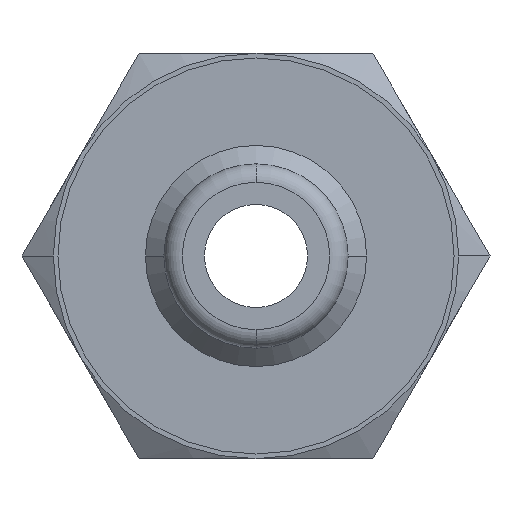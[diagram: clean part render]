
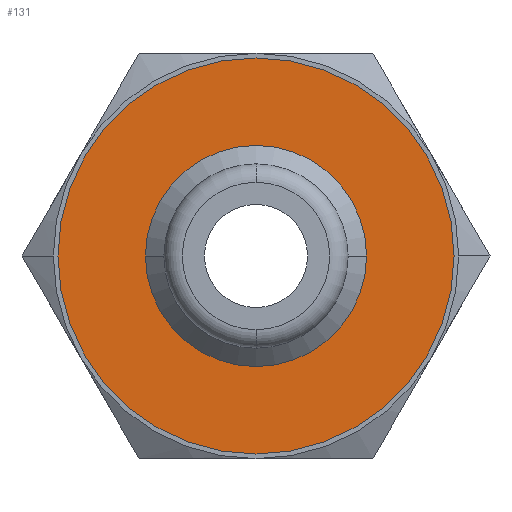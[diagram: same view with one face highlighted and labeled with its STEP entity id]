
A CAD part, front view. The second image highlights one B-rep face of the part: STEP entity #131.
In plain terms, the highlighted planar face has unit normal (0, -1, 0).
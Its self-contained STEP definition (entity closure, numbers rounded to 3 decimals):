
#131=ADVANCED_FACE('',(#282,#283),#284,.T.);
#282=FACE_OUTER_BOUND('',#447,.T.);
#283=FACE_BOUND('',#448,.T.);
#284=PLANE('',#449);
#447=EDGE_LOOP('',(#760,#761));
#448=EDGE_LOOP('',(#762,#763));
#449=AXIS2_PLACEMENT_3D('',#764,#765,#766);
#760=ORIENTED_EDGE('',*,*,#1026,.T.);
#761=ORIENTED_EDGE('',*,*,#1065,.T.);
#762=ORIENTED_EDGE('',*,*,#1066,.F.);
#763=ORIENTED_EDGE('',*,*,#1015,.F.);
#764=CARTESIAN_POINT('',(0.0,20.0,0.0));
#765=DIRECTION('',(0.0,-1.0,0.0));
#766=DIRECTION('',(-1.0,0.0,0.0));
#1015=EDGE_CURVE('',#1222,#1224,#1225,.T.);
#1026=EDGE_CURVE('',#1236,#1241,#1243,.T.);
#1065=EDGE_CURVE('',#1241,#1236,#1288,.T.);
#1066=EDGE_CURVE('',#1224,#1222,#1289,.T.);
#1222=VERTEX_POINT('',#1662);
#1224=VERTEX_POINT('',#1665);
#1225=CIRCLE('',#1666,6.0);
#1236=VERTEX_POINT('',#1678);
#1241=VERTEX_POINT('',#1684);
#1243=CIRCLE('',#1687,10.75);
#1288=CIRCLE('',#1792,10.75);
#1289=CIRCLE('',#1793,6.0);
#1662=CARTESIAN_POINT('',(6.0,20.0,0.));
#1665=CARTESIAN_POINT('',(-6.0,20.0,0.));
#1666=AXIS2_PLACEMENT_3D('',#1924,#1925,#1926);
#1678=CARTESIAN_POINT('',(10.75,20.0,0.0));
#1684=CARTESIAN_POINT('',(-10.75,20.0,0.));
#1687=AXIS2_PLACEMENT_3D('',#1945,#1946,#1947);
#1792=AXIS2_PLACEMENT_3D('',#2007,#2008,#2009);
#1793=AXIS2_PLACEMENT_3D('',#2010,#2011,#2012);
#1924=CARTESIAN_POINT('',(0.0,20.0,0.0));
#1925=DIRECTION('',(0.0,-1.0,0.0));
#1926=DIRECTION('',(1.0,0.0,0.0));
#1945=CARTESIAN_POINT('',(0.0,20.0,0.0));
#1946=DIRECTION('',(0.0,-1.0,0.0));
#1947=DIRECTION('',(1.0,0.0,0.0));
#2007=CARTESIAN_POINT('',(0.0,20.0,0.0));
#2008=DIRECTION('',(0.0,-1.0,0.0));
#2009=DIRECTION('',(1.0,0.0,0.0));
#2010=CARTESIAN_POINT('',(0.0,20.0,0.0));
#2011=DIRECTION('',(0.0,-1.0,0.0));
#2012=DIRECTION('',(1.0,0.0,0.0));
